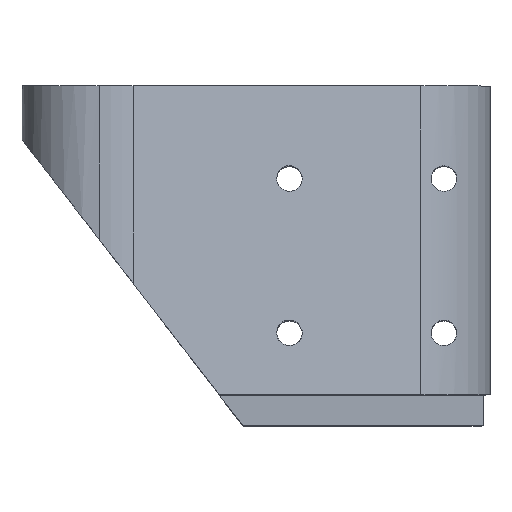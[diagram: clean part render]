
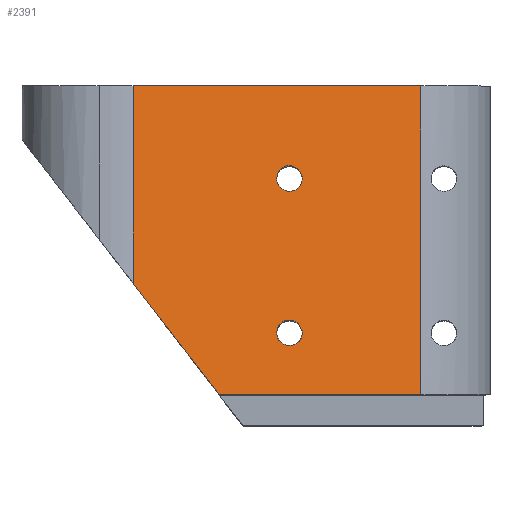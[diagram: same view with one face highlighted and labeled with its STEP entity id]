
A CAD part, top view. The second image highlights one B-rep face of the part: STEP entity #2391.
In plain terms, the highlighted planar face has unit normal (0.439, 0, 0.899).
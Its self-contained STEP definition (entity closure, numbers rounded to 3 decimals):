
#5 = LINE ( 'NONE', #2638, #2020 ) ;
#6 = CARTESIAN_POINT ( 'NONE',  ( -8.35, 32., 88.884 ) ) ;
#29 = DIRECTION ( 'NONE',  ( 0., -1., 0. ) ) ;
#215 = ORIENTED_EDGE ( 'NONE', *, *, #254, .T. ) ;
#217 = ORIENTED_EDGE ( 'NONE', *, *, #2324, .F. ) ;
#224 = LINE ( 'NONE', #2279, #1177 ) ;
#254 = EDGE_CURVE ( 'NONE', #1582, #500, #414, .T. ) ;
#256 = DIRECTION ( 'NONE',  ( 0., -1., 0. ) ) ;
#263 = CARTESIAN_POINT ( 'NONE',  ( -11.65, 35.3, 90.496 ) ) ;
#296 = ORIENTED_EDGE ( 'NONE', *, *, #1440, .T. ) ;
#298 = CARTESIAN_POINT ( 'NONE',  ( -8.35, 15.3, 88.884 ) ) ;
#315 = EDGE_CURVE ( 'NONE', #2075, #1582, #870, .T. ) ;
#343 = VERTEX_POINT ( 'NONE', #2076 ) ;
#375 = VECTOR ( 'NONE', #1895, 1000. ) ;
#414 = LINE ( 'NONE', #1046, #2513 ) ;
#416 = EDGE_CURVE ( 'NONE', #1961, #910, #992, .T. ) ;
#428 = CARTESIAN_POINT ( 'NONE',  ( -30.262, 44., 99.586 ) ) ;
#469 = CARTESIAN_POINT ( 'NONE',  ( -8.35, 28.7, 88.884 ) ) ;
#471 = CARTESIAN_POINT ( 'NONE',  ( -8.35, 12., 88.884 ) ) ;
#498 = EDGE_LOOP ( 'NONE', ( #2113, #1161 ) ) ;
#499 = CARTESIAN_POINT ( 'NONE',  ( -30.262, 44., 99.586 ) ) ;
#500 = VERTEX_POINT ( 'NONE', #944 ) ;
#505 = CARTESIAN_POINT ( 'NONE',  ( -11.65, 8.7, 90.496 ) ) ;
#512 =( BOUNDED_CURVE ( )  B_SPLINE_CURVE ( 3, ( #471, #298, #2462, #628 ),
 .UNSPECIFIED., .F., .T. ) 
 B_SPLINE_CURVE_WITH_KNOTS ( ( 4, 4 ),
 ( 0., 3.142 ),
 .UNSPECIFIED. ) 
 CURVE ( )  GEOMETRIC_REPRESENTATION_ITEM ( )  RATIONAL_B_SPLINE_CURVE ( ( 1., 0.333, 0.333, 1. ) ) 
 REPRESENTATION_ITEM ( '' )  );
#564 = DIRECTION ( 'NONE',  ( 0.899, 0., -0.439 ) ) ;
#628 = CARTESIAN_POINT ( 'NONE',  ( -11.65, 12., 90.496 ) ) ;
#686 = CARTESIAN_POINT ( 'NONE',  ( -8.35, 32., 88.884 ) ) ;
#694 = EDGE_CURVE ( 'NONE', #2404, #500, #224, .T. ) ;
#779 = DIRECTION ( 'NONE',  ( 0.899, 0., -0.439 ) ) ;
#785 = FACE_OUTER_BOUND ( 'NONE', #2344, .T. ) ;
#799 =( BOUNDED_CURVE ( )  B_SPLINE_CURVE ( 3, ( #1496, #2532, #469, #686 ),
 .UNSPECIFIED., .F., .T. ) 
 B_SPLINE_CURVE_WITH_KNOTS ( ( 4, 4 ),
 ( 3.142, 6.283 ),
 .UNSPECIFIED. ) 
 CURVE ( )  GEOMETRIC_REPRESENTATION_ITEM ( )  RATIONAL_B_SPLINE_CURVE ( ( 1., 0.333, 0.333, 1. ) ) 
 REPRESENTATION_ITEM ( '' )  );
#805 = EDGE_CURVE ( 'NONE', #1033, #343, #1449, .T. ) ;
#822 = ORIENTED_EDGE ( 'NONE', *, *, #2285, .F. ) ;
#870 = LINE ( 'NONE', #428, #375 ) ;
#910 = VERTEX_POINT ( 'NONE', #1397 ) ;
#930 = CARTESIAN_POINT ( 'NONE',  ( -11.65, 32., 90.496 ) ) ;
#944 = CARTESIAN_POINT ( 'NONE',  ( -30.262, 18.418, 99.586 ) ) ;
#992 =( BOUNDED_CURVE ( )  B_SPLINE_CURVE ( 3, ( #1709, #2117, #263, #930 ),
 .UNSPECIFIED., .F., .T. ) 
 B_SPLINE_CURVE_WITH_KNOTS ( ( 4, 4 ),
 ( 0., 3.142 ),
 .UNSPECIFIED. ) 
 CURVE ( )  GEOMETRIC_REPRESENTATION_ITEM ( )  RATIONAL_B_SPLINE_CURVE ( ( 1., 0.333, 0.333, 1. ) ) 
 REPRESENTATION_ITEM ( '' )  );
#1033 = VERTEX_POINT ( 'NONE', #2418 ) ;
#1046 = CARTESIAN_POINT ( 'NONE',  ( -30.262, 44., 99.586 ) ) ;
#1161 = ORIENTED_EDGE ( 'NONE', *, *, #805, .F. ) ;
#1175 = DIRECTION ( 'NONE',  ( -0.439, 0., -0.899 ) ) ;
#1177 = VECTOR ( 'NONE', #1893, 1000. ) ;
#1193 = CARTESIAN_POINT ( 'NONE',  ( -30.262, 44., 99.586 ) ) ;
#1209 = VERTEX_POINT ( 'NONE', #2556 ) ;
#1330 = CARTESIAN_POINT ( 'NONE',  ( -8.35, 8.7, 88.884 ) ) ;
#1345 = LINE ( 'NONE', #2350, #2593 ) ;
#1397 = CARTESIAN_POINT ( 'NONE',  ( -11.65, 32., 90.496 ) ) ;
#1440 = EDGE_CURVE ( 'NONE', #2404, #1209, #5, .T. ) ;
#1449 =( BOUNDED_CURVE ( )  B_SPLINE_CURVE ( 3, ( #1744, #505, #1330, #2559 ),
 .UNSPECIFIED., .F., .T. ) 
 B_SPLINE_CURVE_WITH_KNOTS ( ( 4, 4 ),
 ( 3.142, 6.283 ),
 .UNSPECIFIED. ) 
 CURVE ( )  GEOMETRIC_REPRESENTATION_ITEM ( )  RATIONAL_B_SPLINE_CURVE ( ( 1., 0.333, 0.333, 1. ) ) 
 REPRESENTATION_ITEM ( '' )  );
#1496 = CARTESIAN_POINT ( 'NONE',  ( -11.65, 32., 90.496 ) ) ;
#1560 = FACE_BOUND ( 'NONE', #1733, .T. ) ;
#1582 = VERTEX_POINT ( 'NONE', #499 ) ;
#1600 = CARTESIAN_POINT ( 'NONE',  ( -19.097, 4., 94.133 ) ) ;
#1679 = ORIENTED_EDGE ( 'NONE', *, *, #315, .T. ) ;
#1709 = CARTESIAN_POINT ( 'NONE',  ( -8.35, 32., 88.884 ) ) ;
#1733 = EDGE_LOOP ( 'NONE', ( #2491, #217 ) ) ;
#1744 = CARTESIAN_POINT ( 'NONE',  ( -11.65, 12., 90.496 ) ) ;
#1806 = EDGE_CURVE ( 'NONE', #343, #1033, #512, .T. ) ;
#1893 = DIRECTION ( 'NONE',  ( -0.587, 0.758, 0.286 ) ) ;
#1895 = DIRECTION ( 'NONE',  ( -0.899, 0., 0.439 ) ) ;
#1961 = VERTEX_POINT ( 'NONE', #6 ) ;
#2020 = VECTOR ( 'NONE', #779, 1000. ) ;
#2041 = AXIS2_PLACEMENT_3D ( 'NONE', #1193, #1175, #564 ) ;
#2070 = ORIENTED_EDGE ( 'NONE', *, *, #694, .F. ) ;
#2075 = VERTEX_POINT ( 'NONE', #2624 ) ;
#2076 = CARTESIAN_POINT ( 'NONE',  ( -8.35, 12., 88.884 ) ) ;
#2113 = ORIENTED_EDGE ( 'NONE', *, *, #1806, .F. ) ;
#2117 = CARTESIAN_POINT ( 'NONE',  ( -8.35, 35.3, 88.884 ) ) ;
#2279 = CARTESIAN_POINT ( 'NONE',  ( -41.629, 33.098, 105.137 ) ) ;
#2285 = EDGE_CURVE ( 'NONE', #2075, #1209, #1345, .T. ) ;
#2324 = EDGE_CURVE ( 'NONE', #910, #1961, #799, .T. ) ;
#2344 = EDGE_LOOP ( 'NONE', ( #296, #822, #1679, #215, #2070 ) ) ;
#2350 = CARTESIAN_POINT ( 'NONE',  ( 7.022, 44., 81.377 ) ) ;
#2391 = ADVANCED_FACE ( 'NONE', ( #1560, #2615, #785 ), #2436, .F. ) ;
#2404 = VERTEX_POINT ( 'NONE', #1600 ) ;
#2418 = CARTESIAN_POINT ( 'NONE',  ( -11.65, 12., 90.496 ) ) ;
#2436 = PLANE ( 'NONE',  #2041 ) ;
#2462 = CARTESIAN_POINT ( 'NONE',  ( -11.65, 15.3, 90.496 ) ) ;
#2491 = ORIENTED_EDGE ( 'NONE', *, *, #416, .F. ) ;
#2513 = VECTOR ( 'NONE', #29, 1000. ) ;
#2532 = CARTESIAN_POINT ( 'NONE',  ( -11.65, 28.7, 90.496 ) ) ;
#2556 = CARTESIAN_POINT ( 'NONE',  ( 7.022, 4., 81.377 ) ) ;
#2559 = CARTESIAN_POINT ( 'NONE',  ( -8.35, 12., 88.884 ) ) ;
#2593 = VECTOR ( 'NONE', #256, 1000. ) ;
#2615 = FACE_BOUND ( 'NONE', #498, .T. ) ;
#2624 = CARTESIAN_POINT ( 'NONE',  ( 7.022, 44., 81.377 ) ) ;
#2638 = CARTESIAN_POINT ( 'NONE',  ( -44.65, 4., 106.613 ) ) ;
